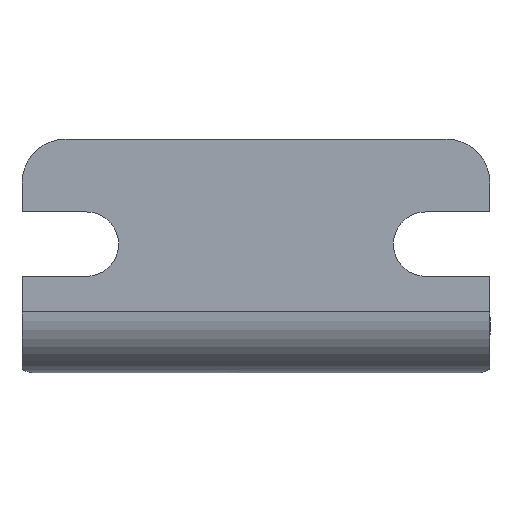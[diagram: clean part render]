
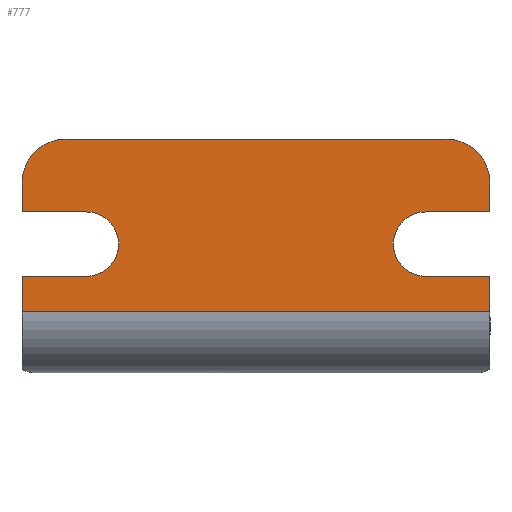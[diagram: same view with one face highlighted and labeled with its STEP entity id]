
A CAD part, front view. The second image highlights one B-rep face of the part: STEP entity #777.
In plain terms, the highlighted planar face has unit normal (0, -1, 0).
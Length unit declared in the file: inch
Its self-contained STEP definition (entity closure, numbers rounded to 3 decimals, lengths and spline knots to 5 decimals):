
#51 = VECTOR ( 'NONE', #536, 39.37008 ) ;
#52 = LINE ( 'NONE', #744, #317 ) ;
#100 = FACE_OUTER_BOUND ( 'NONE', #118, .T. ) ;
#118 = EDGE_LOOP ( 'NONE', ( #173, #136, #143, #146, #179, #138, #125, #168, #140, #147, #144, #170, #163, #172 ) ) ;
#125 = ORIENTED_EDGE ( 'NONE', *, *, #380, .F. ) ;
#136 = ORIENTED_EDGE ( 'NONE', *, *, #420, .T. ) ;
#138 = ORIENTED_EDGE ( 'NONE', *, *, #375, .F. ) ;
#140 = ORIENTED_EDGE ( 'NONE', *, *, #367, .F. ) ;
#143 = ORIENTED_EDGE ( 'NONE', *, *, #372, .F. ) ;
#144 = ORIENTED_EDGE ( 'NONE', *, *, #438, .F. ) ;
#146 = ORIENTED_EDGE ( 'NONE', *, *, #381, .F. ) ;
#147 = ORIENTED_EDGE ( 'NONE', *, *, #460, .F. ) ;
#163 = ORIENTED_EDGE ( 'NONE', *, *, #359, .F. ) ;
#168 = ORIENTED_EDGE ( 'NONE', *, *, #430, .F. ) ;
#170 = ORIENTED_EDGE ( 'NONE', *, *, #419, .F. ) ;
#172 = ORIENTED_EDGE ( 'NONE', *, *, #402, .F. ) ;
#173 = ORIENTED_EDGE ( 'NONE', *, *, #384, .T. ) ;
#179 = ORIENTED_EDGE ( 'NONE', *, *, #410, .F. ) ;
#252 = CIRCLE ( 'NONE', #352, 0.13 ) ;
#256 = LINE ( 'NONE', #549, #51 ) ;
#262 = VECTOR ( 'NONE', #736, 39.37008 ) ;
#271 = LINE ( 'NONE', #675, #275 ) ;
#272 = LINE ( 'NONE', #684, #274 ) ;
#274 = VECTOR ( 'NONE', #683, 39.37008 ) ;
#275 = VECTOR ( 'NONE', #662, 39.37008 ) ;
#285 = VECTOR ( 'NONE', #681, 39.37008 ) ;
#294 = VECTOR ( 'NONE', #489, 39.37008 ) ;
#298 = CIRCLE ( 'NONE', #365, 0.095 ) ;
#299 = LINE ( 'NONE', #580, #294 ) ;
#304 = LINE ( 'NONE', #682, #285 ) ;
#315 = LINE ( 'NONE', #743, #325 ) ;
#316 = CIRCLE ( 'NONE', #369, 0.095 ) ;
#317 = VECTOR ( 'NONE', #581, 39.37008 ) ;
#318 = VECTOR ( 'NONE', #569, 39.37008 ) ;
#321 = LINE ( 'NONE', #530, #318 ) ;
#325 = VECTOR ( 'NONE', #524, 39.37008 ) ;
#333 = VECTOR ( 'NONE', #710, 39.37008 ) ;
#338 = LINE ( 'NONE', #597, #262 ) ;
#342 = CIRCLE ( 'NONE', #423, 0.13 ) ;
#349 = LINE ( 'NONE', #711, #333 ) ;
#352 = AXIS2_PLACEMENT_3D ( 'NONE', #658, #588, #587 ) ;
#359 = EDGE_CURVE ( 'NONE', #627, #614, #316, .T. ) ;
#363 = AXIS2_PLACEMENT_3D ( 'NONE', #491, #527, #520 ) ;
#365 = AXIS2_PLACEMENT_3D ( 'NONE', #712, #697, #696 ) ;
#367 = EDGE_CURVE ( 'NONE', #633, #644, #315, .T. ) ;
#369 = AXIS2_PLACEMENT_3D ( 'NONE', #687, #501, #533 ) ;
#372 = EDGE_CURVE ( 'NONE', #640, #654, #52, .T. ) ;
#375 = EDGE_CURVE ( 'NONE', #632, #626, #321, .T. ) ;
#380 = EDGE_CURVE ( 'NONE', #651, #632, #256, .T. ) ;
#381 = EDGE_CURVE ( 'NONE', #659, #640, #299, .T. ) ;
#384 = EDGE_CURVE ( 'NONE', #630, #646, #338, .T. ) ;
#402 = EDGE_CURVE ( 'NONE', #630, #627, #349, .T. ) ;
#410 = EDGE_CURVE ( 'NONE', #626, #659, #298, .T. ) ;
#419 = EDGE_CURVE ( 'NONE', #614, #612, #272, .T. ) ;
#420 = EDGE_CURVE ( 'NONE', #646, #654, #304, .T. ) ;
#423 = AXIS2_PLACEMENT_3D ( 'NONE', #677, #674, #673 ) ;
#430 = EDGE_CURVE ( 'NONE', #644, #651, #342, .T. ) ;
#438 = EDGE_CURVE ( 'NONE', #612, #611, #271, .T. ) ;
#460 = EDGE_CURVE ( 'NONE', #611, #633, #252, .T. ) ;
#486 = PLANE ( 'NONE',  #363 ) ;
#489 = DIRECTION ( 'NONE',  ( 1., 0., 0. ) ) ;
#491 = CARTESIAN_POINT ( 'NONE',  ( -0.69, 0., 0.09 ) ) ;
#501 = DIRECTION ( 'NONE',  ( 0., -1., 0. ) ) ;
#520 = DIRECTION ( 'NONE',  ( 0., 0., 1. ) ) ;
#524 = DIRECTION ( 'NONE',  ( 1., 0., 0. ) ) ;
#527 = DIRECTION ( 'NONE',  ( 0., 1., 0. ) ) ;
#530 = CARTESIAN_POINT ( 'NONE',  ( 0.5, 0., 0.475 ) ) ;
#533 = DIRECTION ( 'NONE',  ( 0., 0., 1. ) ) ;
#536 = DIRECTION ( 'NONE',  ( 0., 0., -1. ) ) ;
#538 = CARTESIAN_POINT ( 'NONE',  ( 0.5, 0., 0.285 ) ) ;
#543 = CARTESIAN_POINT ( 'NONE',  ( 0.69, 0., 0.18 ) ) ;
#546 = CARTESIAN_POINT ( 'NONE',  ( 0.69, 0., 0.56 ) ) ;
#549 = CARTESIAN_POINT ( 'NONE',  ( 0.69, 0., 0.475 ) ) ;
#552 = CARTESIAN_POINT ( 'NONE',  ( -0.69, 0., 0.18 ) ) ;
#555 = CARTESIAN_POINT ( 'NONE',  ( 0.56, 0., 0.69 ) ) ;
#559 = CARTESIAN_POINT ( 'NONE',  ( 0.69, 0., 0.285 ) ) ;
#564 = CARTESIAN_POINT ( 'NONE',  ( -0.56, 0., 0.69 ) ) ;
#565 = CARTESIAN_POINT ( 'NONE',  ( 0.69, 0., 0.475 ) ) ;
#567 = CARTESIAN_POINT ( 'NONE',  ( -0.69, 0., 0.285 ) ) ;
#569 = DIRECTION ( 'NONE',  ( -1., 0., 0. ) ) ;
#573 = CARTESIAN_POINT ( 'NONE',  ( -0.5, 0., 0.285 ) ) ;
#574 = CARTESIAN_POINT ( 'NONE',  ( 0.5, 0., 0.475 ) ) ;
#580 = CARTESIAN_POINT ( 'NONE',  ( 0.5, 0., 0.285 ) ) ;
#581 = DIRECTION ( 'NONE',  ( 0., 0., -1. ) ) ;
#584 = CARTESIAN_POINT ( 'NONE',  ( -0.5, 0., 0.475 ) ) ;
#586 = CARTESIAN_POINT ( 'NONE',  ( -0.69, 0., 0.475 ) ) ;
#587 = DIRECTION ( 'NONE',  ( 0., 0., 1. ) ) ;
#588 = DIRECTION ( 'NONE',  ( 0., 1., 0. ) ) ;
#589 = CARTESIAN_POINT ( 'NONE',  ( -0.69, 0., 0.56 ) ) ;
#597 = CARTESIAN_POINT ( 'NONE',  ( -0.69, 0., 0.09 ) ) ;
#611 = VERTEX_POINT ( 'NONE', #589 ) ;
#612 = VERTEX_POINT ( 'NONE', #586 ) ;
#614 = VERTEX_POINT ( 'NONE', #584 ) ;
#626 = VERTEX_POINT ( 'NONE', #574 ) ;
#627 = VERTEX_POINT ( 'NONE', #573 ) ;
#630 = VERTEX_POINT ( 'NONE', #567 ) ;
#632 = VERTEX_POINT ( 'NONE', #565 ) ;
#633 = VERTEX_POINT ( 'NONE', #564 ) ;
#640 = VERTEX_POINT ( 'NONE', #559 ) ;
#644 = VERTEX_POINT ( 'NONE', #555 ) ;
#646 = VERTEX_POINT ( 'NONE', #552 ) ;
#651 = VERTEX_POINT ( 'NONE', #546 ) ;
#654 = VERTEX_POINT ( 'NONE', #543 ) ;
#658 = CARTESIAN_POINT ( 'NONE',  ( -0.56, 0., 0.56 ) ) ;
#659 = VERTEX_POINT ( 'NONE', #538 ) ;
#662 = DIRECTION ( 'NONE',  ( 0., 0., 1. ) ) ;
#673 = DIRECTION ( 'NONE',  ( 0., 0., 1. ) ) ;
#674 = DIRECTION ( 'NONE',  ( 0., 1., 0. ) ) ;
#675 = CARTESIAN_POINT ( 'NONE',  ( -0.69, 0., 0.475 ) ) ;
#677 = CARTESIAN_POINT ( 'NONE',  ( 0.56, 0., 0.56 ) ) ;
#681 = DIRECTION ( 'NONE',  ( 1., 0., 0. ) ) ;
#682 = CARTESIAN_POINT ( 'NONE',  ( -0.69, 0., 0.18 ) ) ;
#683 = DIRECTION ( 'NONE',  ( -1., 0., 0. ) ) ;
#684 = CARTESIAN_POINT ( 'NONE',  ( -0.5, 0., 0.475 ) ) ;
#687 = CARTESIAN_POINT ( 'NONE',  ( -0.5, 0., 0.38 ) ) ;
#696 = DIRECTION ( 'NONE',  ( 0., 0., 1. ) ) ;
#697 = DIRECTION ( 'NONE',  ( 0., -1., 0. ) ) ;
#710 = DIRECTION ( 'NONE',  ( 1., 0., 0. ) ) ;
#711 = CARTESIAN_POINT ( 'NONE',  ( -0.5, 0., 0.285 ) ) ;
#712 = CARTESIAN_POINT ( 'NONE',  ( 0.5, 0., 0.38 ) ) ;
#736 = DIRECTION ( 'NONE',  ( 0., 0., -1. ) ) ;
#743 = CARTESIAN_POINT ( 'NONE',  ( -0.56, 0., 0.69 ) ) ;
#744 = CARTESIAN_POINT ( 'NONE',  ( 0.69, 0., 0.09 ) ) ;
#777 = ADVANCED_FACE ( 'NONE', ( #100 ), #486, .F. ) ;
